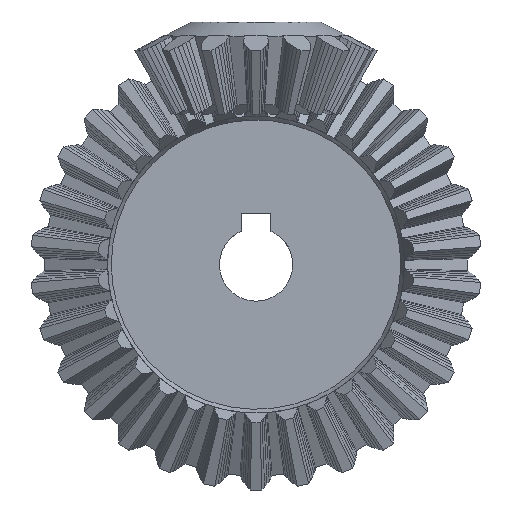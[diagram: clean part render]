
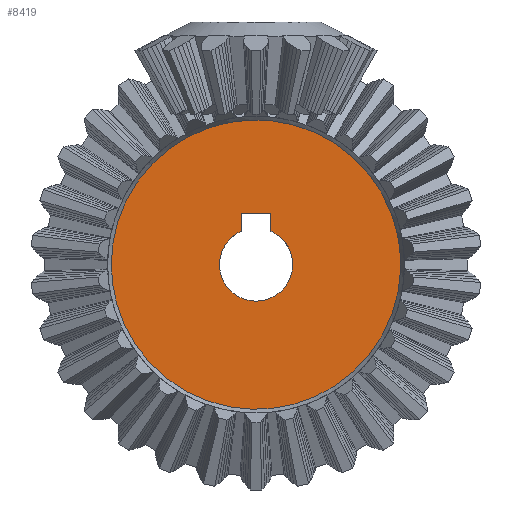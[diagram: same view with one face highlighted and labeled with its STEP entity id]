
A CAD part, top view. The second image highlights one B-rep face of the part: STEP entity #8419.
In plain terms, the highlighted free-form (B-spline) face has degree [1, 1] with [2, 2] control points.
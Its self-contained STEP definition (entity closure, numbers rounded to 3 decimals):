
#8419 = ADVANCED_FACE('',(#8420,#8442),#8477,.T.);
#8420 = FACE_BOUND('',#8421,.T.);
#8421 = EDGE_LOOP('',(#8422,#8434));
#8422 = ORIENTED_EDGE('',*,*,#8423,.F.);
#8423 = EDGE_CURVE('',#8424,#8426,#8428,.T.);
#8424 = VERTEX_POINT('',#8425);
#8425 = CARTESIAN_POINT('',(-8.136,0.,1.703));
#8426 = VERTEX_POINT('',#8427);
#8427 = CARTESIAN_POINT('',(8.092,0.85,1.703
    ));
#8428 = ( BOUNDED_CURVE() B_SPLINE_CURVE(2,(#8429,#8430,#8431,#8432,
#8433),.UNSPECIFIED.,.F.,.F.) B_SPLINE_CURVE_WITH_KNOTS((3,2,3),(0.,
1.518,3.037),.PIECEWISE_BEZIER_KNOTS.) CURVE() 
GEOMETRIC_REPRESENTATION_ITEM() RATIONAL_B_SPLINE_CURVE((1.,
0.725,1.,0.725,1.)) REPRESENTATION_ITEM('') );
#8429 = CARTESIAN_POINT('',(-8.136,0.,1.703));
#8430 = CARTESIAN_POINT('',(-8.136,7.721,
    1.703));
#8431 = CARTESIAN_POINT('',(-0.426,8.125,1.703
    ));
#8432 = CARTESIAN_POINT('',(7.284,8.529,1.703
    ));
#8433 = CARTESIAN_POINT('',(8.092,0.85,1.703
    ));
#8434 = ORIENTED_EDGE('',*,*,#8435,.F.);
#8435 = EDGE_CURVE('',#8426,#8424,#8436,.T.);
#8436 = ( BOUNDED_CURVE() B_SPLINE_CURVE(2,(#8437,#8438,#8439,#8440,
#8441),.UNSPECIFIED.,.F.,.F.) B_SPLINE_CURVE_WITH_KNOTS((3,2,3),(
    3.037,4.66,6.283),
.PIECEWISE_BEZIER_KNOTS.) CURVE() GEOMETRIC_REPRESENTATION_ITEM() 
RATIONAL_B_SPLINE_CURVE((1.,0.688,1.,0.688,1.)) 
REPRESENTATION_ITEM('') );
#8437 = CARTESIAN_POINT('',(8.092,0.85,1.703
    ));
#8438 = CARTESIAN_POINT('',(8.988,-7.676,
    1.703));
#8439 = CARTESIAN_POINT('',(0.426,-8.125,1.703
    ));
#8440 = CARTESIAN_POINT('',(-8.136,-8.574,
    1.703));
#8441 = CARTESIAN_POINT('',(-8.136,0.,
    1.703));
#8442 = FACE_BOUND('',#8443,.T.);
#8443 = EDGE_LOOP('',(#8444,#8458,#8465,#8472));
#8444 = ORIENTED_EDGE('',*,*,#8445,.F.);
#8445 = EDGE_CURVE('',#8446,#8448,#8450,.T.);
#8446 = VERTEX_POINT('',#8447);
#8447 = CARTESIAN_POINT('',(-0.823,1.886,1.703
    ));
#8448 = VERTEX_POINT('',#8449);
#8449 = CARTESIAN_POINT('',(0.823,1.886,1.703)
  );
#8450 = ( BOUNDED_CURVE() B_SPLINE_CURVE(2,(#8451,#8452,#8453,#8454,
#8455,#8456,#8457),.UNSPECIFIED.,.F.,.F.) B_SPLINE_CURVE_WITH_KNOTS((3,2
    ,2,3),(1.982,3.802,5.622,7.442),
.PIECEWISE_BEZIER_KNOTS.) CURVE() GEOMETRIC_REPRESENTATION_ITEM() 
RATIONAL_B_SPLINE_CURVE((1.,0.614,1.,0.614,1.,
0.614,1.)) REPRESENTATION_ITEM('') );
#8451 = CARTESIAN_POINT('',(-0.823,1.886,1.703
    ));
#8452 = CARTESIAN_POINT('',(-3.249,0.827,
    1.703));
#8453 = CARTESIAN_POINT('',(-1.624,-1.263,
    1.703));
#8454 = CARTESIAN_POINT('',(0.,-3.353,
    1.703));
#8455 = CARTESIAN_POINT('',(1.624,-1.263,1.703
    ));
#8456 = CARTESIAN_POINT('',(3.249,0.827,1.703
    ));
#8457 = CARTESIAN_POINT('',(0.823,1.886,1.703)
  );
#8458 = ORIENTED_EDGE('',*,*,#8459,.T.);
#8459 = EDGE_CURVE('',#8446,#8460,#8462,.T.);
#8460 = VERTEX_POINT('',#8461);
#8461 = CARTESIAN_POINT('',(-0.823,2.881,
    1.703));
#8462 = B_SPLINE_CURVE_WITH_KNOTS('',1,(#8463,#8464),.UNSPECIFIED.,.F.,
  .F.,(2,2),(0.541,1.75),.PIECEWISE_BEZIER_KNOTS.);
#8463 = CARTESIAN_POINT('',(-0.823,1.886,1.703
    ));
#8464 = CARTESIAN_POINT('',(-0.823,2.881,
    1.703));
#8465 = ORIENTED_EDGE('',*,*,#8466,.T.);
#8466 = EDGE_CURVE('',#8460,#8467,#8469,.T.);
#8467 = VERTEX_POINT('',#8468);
#8468 = CARTESIAN_POINT('',(0.823,2.881,1.703
    ));
#8469 = B_SPLINE_CURVE_WITH_KNOTS('',1,(#8470,#8471),.UNSPECIFIED.,.F.,
  .F.,(2,2),(-1.,1.),.PIECEWISE_BEZIER_KNOTS.);
#8470 = CARTESIAN_POINT('',(-0.823,2.881,
    1.703));
#8471 = CARTESIAN_POINT('',(0.823,2.881,1.703
    ));
#8472 = ORIENTED_EDGE('',*,*,#8473,.T.);
#8473 = EDGE_CURVE('',#8467,#8448,#8474,.T.);
#8474 = B_SPLINE_CURVE_WITH_KNOTS('',1,(#8475,#8476),.UNSPECIFIED.,.F.,
  .F.,(2,2),(-1.75,-0.541),.PIECEWISE_BEZIER_KNOTS.);
#8475 = CARTESIAN_POINT('',(0.823,2.881,1.703
    ));
#8476 = CARTESIAN_POINT('',(0.823,1.886,1.703)
  );
#8477 = B_SPLINE_SURFACE_WITH_KNOTS('',1,1,(
    (#8478,#8479)
    ,(#8480,#8481
    )),.UNSPECIFIED.,.F.,.F.,.F.,(2,2),(2,2),(-14.828,
    4.943),(-9.886,9.886),
  .PIECEWISE_BEZIER_KNOTS.);
#8478 = CARTESIAN_POINT('',(-8.136,-8.136,
    1.703));
#8479 = CARTESIAN_POINT('',(-8.136,8.136,
    1.703));
#8480 = CARTESIAN_POINT('',(8.136,-8.136,
    1.703));
#8481 = CARTESIAN_POINT('',(8.136,8.136,1.703
    ));
